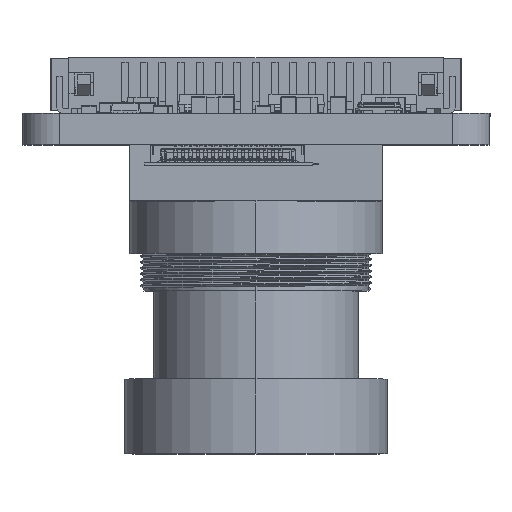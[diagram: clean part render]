
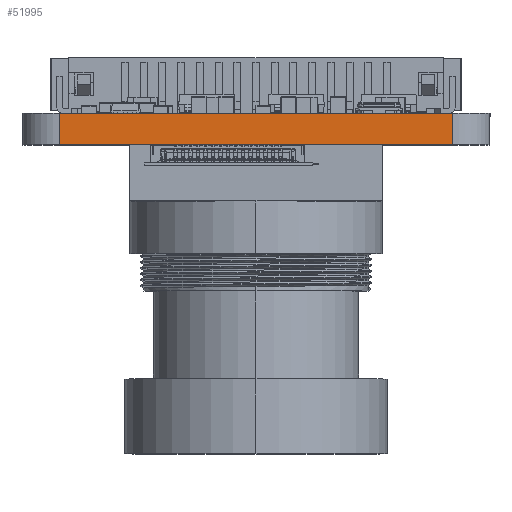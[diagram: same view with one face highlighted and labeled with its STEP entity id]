
A CAD part, top view. The second image highlights one B-rep face of the part: STEP entity #51995.
In plain terms, the highlighted face is planar.
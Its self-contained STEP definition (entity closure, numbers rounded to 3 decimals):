
#7034 = VECTOR ( 'NONE', #52148, 1000. ) ;
#13456 = PLANE ( 'NONE',  #34359 ) ;
#15197 = CARTESIAN_POINT ( 'NONE',  ( 21., 14.5, 0. ) ) ;
#16120 = ORIENTED_EDGE ( 'NONE', *, *, #168458, .T. ) ;
#17700 = ORIENTED_EDGE ( 'NONE', *, *, #191299, .F. ) ;
#34359 = AXIS2_PLACEMENT_3D ( 'NONE', #167168, #133318, #169361 ) ;
#39397 = LINE ( 'NONE', #121074, #7034 ) ;
#40125 = EDGE_LOOP ( 'NONE', ( #66685, #16120, #17700, #176378 ) ) ;
#45116 = LINE ( 'NONE', #209377, #93308 ) ;
#51995 = ADVANCED_FACE ( 'NONE', ( #81010 ), #13456, .F. ) ;
#52148 = DIRECTION ( 'NONE',  ( -1., 0., 0. ) ) ;
#62319 = VECTOR ( 'NONE', #206538, 1000. ) ;
#66685 = ORIENTED_EDGE ( 'NONE', *, *, #220349, .T. ) ;
#71163 = CARTESIAN_POINT ( 'NONE',  ( 0., 14.5, 0. ) ) ;
#71186 = CARTESIAN_POINT ( 'NONE',  ( 0., 14.5, -1.671 ) ) ;
#72877 = VERTEX_POINT ( 'NONE', #149792 ) ;
#76162 = VERTEX_POINT ( 'NONE', #15197 ) ;
#81010 = FACE_OUTER_BOUND ( 'NONE', #40125, .T. ) ;
#86581 = CARTESIAN_POINT ( 'NONE',  ( 21., 14.5, 0. ) ) ;
#93308 = VECTOR ( 'NONE', #158441, 1000. ) ;
#93416 = VERTEX_POINT ( 'NONE', #71163 ) ;
#111871 = CARTESIAN_POINT ( 'NONE',  ( 0., 14.5, -1.671 ) ) ;
#113704 = EDGE_CURVE ( 'NONE', #72877, #76162, #45116, .T. ) ;
#121074 = CARTESIAN_POINT ( 'NONE',  ( 21., 14.5, -1.671 ) ) ;
#133318 = DIRECTION ( 'NONE',  ( 0., -1., 0. ) ) ;
#134016 = LINE ( 'NONE', #71186, #211975 ) ;
#140885 = DIRECTION ( 'NONE',  ( 0., 0., 1. ) ) ;
#149792 = CARTESIAN_POINT ( 'NONE',  ( 21., 14.5, -1.671 ) ) ;
#158441 = DIRECTION ( 'NONE',  ( 0., 0., 1. ) ) ;
#167168 = CARTESIAN_POINT ( 'NONE',  ( 21., 14.5, -1.671 ) ) ;
#168458 = EDGE_CURVE ( 'NONE', #209707, #93416, #134016, .T. ) ;
#169361 = DIRECTION ( 'NONE',  ( 0., 0., -1. ) ) ;
#176378 = ORIENTED_EDGE ( 'NONE', *, *, #113704, .F. ) ;
#191299 = EDGE_CURVE ( 'NONE', #76162, #93416, #207115, .T. ) ;
#206538 = DIRECTION ( 'NONE',  ( -1., 0., 0. ) ) ;
#207115 = LINE ( 'NONE', #86581, #62319 ) ;
#209377 = CARTESIAN_POINT ( 'NONE',  ( 21., 14.5, -1.671 ) ) ;
#209707 = VERTEX_POINT ( 'NONE', #111871 ) ;
#211975 = VECTOR ( 'NONE', #140885, 1000. ) ;
#220349 = EDGE_CURVE ( 'NONE', #72877, #209707, #39397, .T. ) ;
